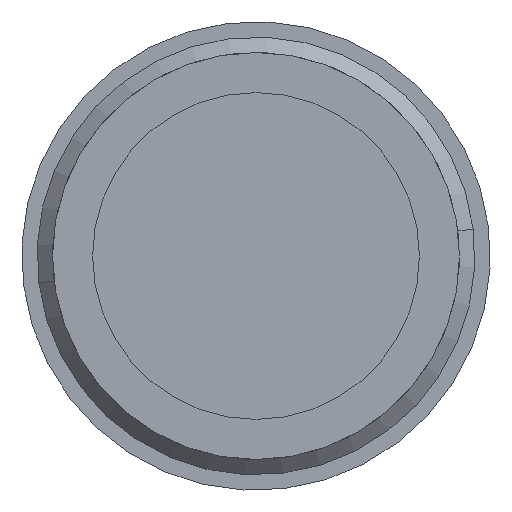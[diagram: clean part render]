
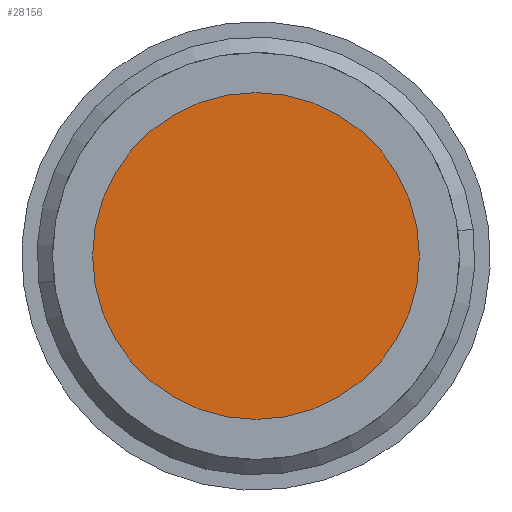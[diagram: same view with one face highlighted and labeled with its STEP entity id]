
A CAD part, front view. The second image highlights one B-rep face of the part: STEP entity #28156.
In plain terms, the highlighted planar face has unit normal (0, -1, 0).
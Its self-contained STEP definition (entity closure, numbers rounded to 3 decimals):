
#133 = FACE_OUTER_BOUND ( 'NONE', #19384, .T. ) ;
#470 = DIRECTION ( 'NONE',  ( 0., 1., 0. ) ) ;
#753 = CARTESIAN_POINT ( 'NONE',  ( 16.5, -23.7, 0. ) ) ;
#1529 = DIRECTION ( 'NONE',  ( -1., 0., 0. ) ) ;
#3436 = DIRECTION ( 'NONE',  ( 1., 0., 0. ) ) ;
#3782 = ORIENTED_EDGE ( 'NONE', *, *, #7234, .F. ) ;
#4863 = ORIENTED_EDGE ( 'NONE', *, *, #30483, .F. ) ;
#5292 = AXIS2_PLACEMENT_3D ( 'NONE', #16923, #470, #19617 ) ;
#6035 = VERTEX_POINT ( 'NONE', #753 ) ;
#7234 = EDGE_CURVE ( 'NONE', #30637, #6035, #10897, .T. ) ;
#10897 = CIRCLE ( 'NONE', #29945, 16.5 ) ;
#15694 = CIRCLE ( 'NONE', #5292, 16.5 ) ;
#16923 = CARTESIAN_POINT ( 'NONE',  ( 0., -23.7, 0. ) ) ;
#17082 = PLANE ( 'NONE',  #18449 ) ;
#17900 = DIRECTION ( 'NONE',  ( 0., 1., 0. ) ) ;
#18449 = AXIS2_PLACEMENT_3D ( 'NONE', #33272, #19776, #3436 ) ;
#19384 = EDGE_LOOP ( 'NONE', ( #3782, #4863 ) ) ;
#19617 = DIRECTION ( 'NONE',  ( -1., 0., 0. ) ) ;
#19776 = DIRECTION ( 'NONE',  ( 0., -1., 0. ) ) ;
#28156 = ADVANCED_FACE ( 'NONE', ( #133 ), #17082, .T. ) ;
#28617 = CARTESIAN_POINT ( 'NONE',  ( -16.5, -23.7, 0. ) ) ;
#29945 = AXIS2_PLACEMENT_3D ( 'NONE', #34226, #17900, #1529 ) ;
#30483 = EDGE_CURVE ( 'NONE', #6035, #30637, #15694, .T. ) ;
#30637 = VERTEX_POINT ( 'NONE', #28617 ) ;
#33272 = CARTESIAN_POINT ( 'NONE',  ( -16.5, -23.7, 0. ) ) ;
#34226 = CARTESIAN_POINT ( 'NONE',  ( 0., -23.7, 0. ) ) ;
